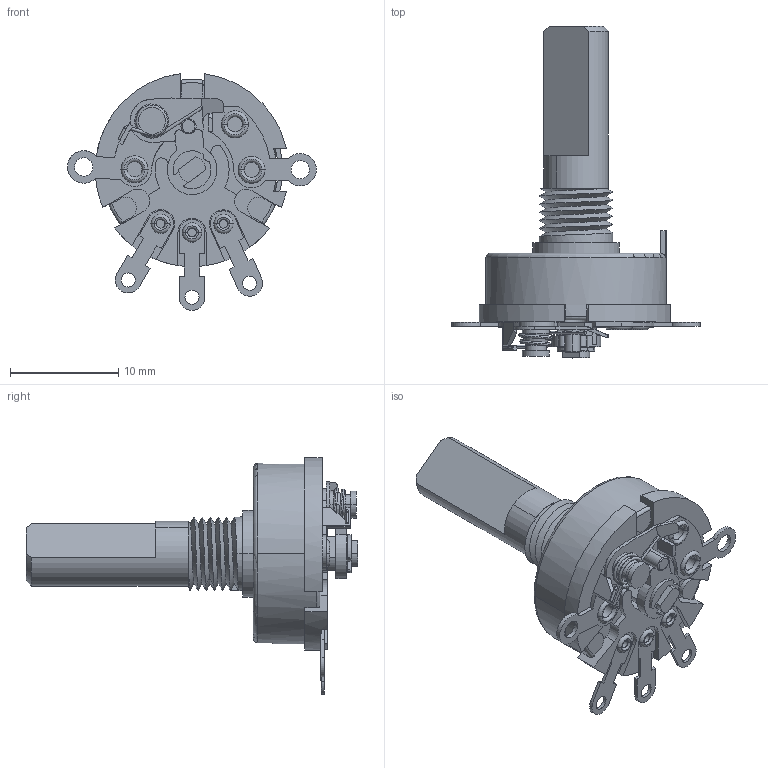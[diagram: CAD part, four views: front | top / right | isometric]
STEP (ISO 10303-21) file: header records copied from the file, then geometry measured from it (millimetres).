
FILE_DESCRIPTION((''),'2;1');
FILE_NAME('17S_SW0001','2018-08-23T',('eng08'),(''),'PRO/ENGINEER BY PARAMETRIC TECHNOLOGY CORPORATION, 2012480','PRO/ENGINEER BY PARAMETRIC TECHNOLOGY CORPORATION, 2012480','');
FILE_SCHEMA(('CONFIG_CONTROL_DESIGN'));
Length unit declared in the file: inch
Products named in the file (1): 17S_SW0001
Bounding box: 23.02 x 30.69 x 21.88 mm (x, y, z)
Volume: 1289.3 mm3; surface area: 2746.4 mm2
Topology: 2 solids, 2 shells, 487 faces, 1353 edges, 882 vertices
Faces by surface type: plane 249, cylinder 185, torus 34, extrusion 8, bspline 6, cone 3, revolution 2
Entity records: 22559 total; most frequent: CARTESIAN_POINT 6812, DIRECTION 2791, ORIENTED_EDGE 2706, EDGE_CURVE 1353, AXIS2_PLACEMENT_3D 1035, VERTEX_POINT 882, VECTOR 719, LINE 711
